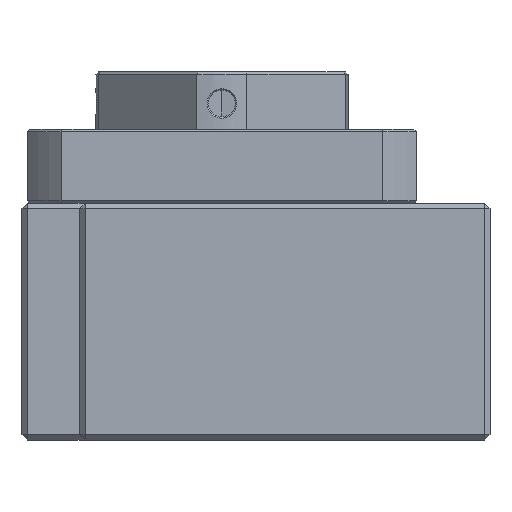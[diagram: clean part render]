
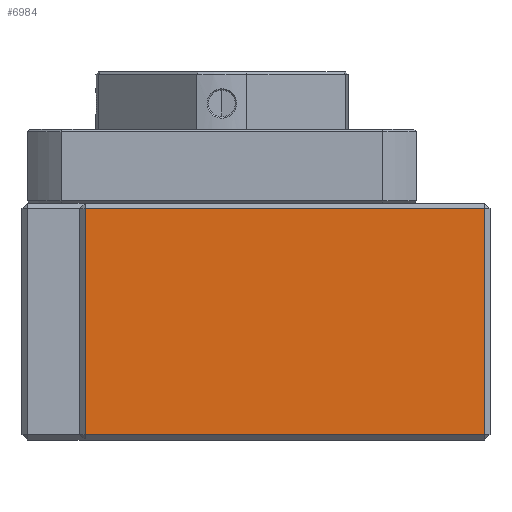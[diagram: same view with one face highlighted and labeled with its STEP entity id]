
A CAD part, left-side view. The second image highlights one B-rep face of the part: STEP entity #6984.
In plain terms, the highlighted planar face has unit normal (-1, 0, 0).
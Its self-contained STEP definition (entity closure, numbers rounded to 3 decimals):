
#5014 = VERTEX_POINT ( 'NONE', #5577 ) ;
#5015 = VERTEX_POINT ( 'NONE', #5578 ) ;
#5182 = VERTEX_POINT ( 'NONE', #5745 ) ;
#5183 = VERTEX_POINT ( 'NONE', #5746 ) ;
#5577 = CARTESIAN_POINT ( 'NONE',  ( -64., 77., 21.5 ) ) ;
#5578 = CARTESIAN_POINT ( 'NONE',  ( -64., 77., -21.5 ) ) ;
#5745 = CARTESIAN_POINT ( 'NONE',  ( -64., 1., -21.5 ) ) ;
#5746 = CARTESIAN_POINT ( 'NONE',  ( -64., 1., 21.5 ) ) ;
#6160 = EDGE_CURVE ( 'NONE', #5015, #5014, #10907, .T. ) ;
#6165 = EDGE_CURVE ( 'NONE', #5014, #5183, #10936, .T. ) ;
#6168 = EDGE_CURVE ( 'NONE', #5183, #5182, #10927, .T. ) ;
#6169 = EDGE_CURVE ( 'NONE', #5015, #5182, #10931, .T. ) ;
#6607 = ORIENTED_EDGE ( 'NONE', *, *, #6168, .F. ) ;
#6608 = ORIENTED_EDGE ( 'NONE', *, *, #6165, .F. ) ;
#6609 = ORIENTED_EDGE ( 'NONE', *, *, #6160, .F. ) ;
#6610 = ORIENTED_EDGE ( 'NONE', *, *, #6169, .T. ) ;
#6984 = ADVANCED_FACE ( 'NONE', ( #11079 ), #12174, .F. ) ;
#8837 = EDGE_LOOP ( 'NONE', ( #6607, #6608, #6609, #6610 ) ) ;
#10907 = LINE ( 'NONE', #11935, #10926 ) ;
#10926 = VECTOR ( 'NONE', #11938, 1000. ) ;
#10927 = LINE ( 'NONE', #11951, #10942 ) ;
#10931 = LINE ( 'NONE', #11953, #10944 ) ;
#10936 = LINE ( 'NONE', #11947, #10937 ) ;
#10937 = VECTOR ( 'NONE', #11948, 1000. ) ;
#10942 = VECTOR ( 'NONE', #11954, 1000. ) ;
#10944 = VECTOR ( 'NONE', #11956, 1000. ) ;
#11079 = FACE_OUTER_BOUND ( 'NONE', #8837, .T. ) ;
#11354 = AXIS2_PLACEMENT_3D ( 'NONE', #12177, #12183, #12184 ) ;
#11935 = CARTESIAN_POINT ( 'NONE',  ( -64., 77., 22.5 ) ) ;
#11938 = DIRECTION ( 'NONE',  ( 0., 0., 1. ) ) ;
#11947 = CARTESIAN_POINT ( 'NONE',  ( -64., 78., 21.5 ) ) ;
#11948 = DIRECTION ( 'NONE',  ( 0., -1., 0. ) ) ;
#11951 = CARTESIAN_POINT ( 'NONE',  ( -64., 1., 22.5 ) ) ;
#11953 = CARTESIAN_POINT ( 'NONE',  ( -64., 78., -21.5 ) ) ;
#11954 = DIRECTION ( 'NONE',  ( 0., 0., -1. ) ) ;
#11956 = DIRECTION ( 'NONE',  ( 0., -1., 0. ) ) ;
#12174 = PLANE ( 'NONE',  #11354 ) ;
#12177 = CARTESIAN_POINT ( 'NONE',  ( -64., 78., 22.5 ) ) ;
#12183 = DIRECTION ( 'NONE',  ( 1., 0., 0. ) ) ;
#12184 = DIRECTION ( 'NONE',  ( 0., 0., -1. ) ) ;
